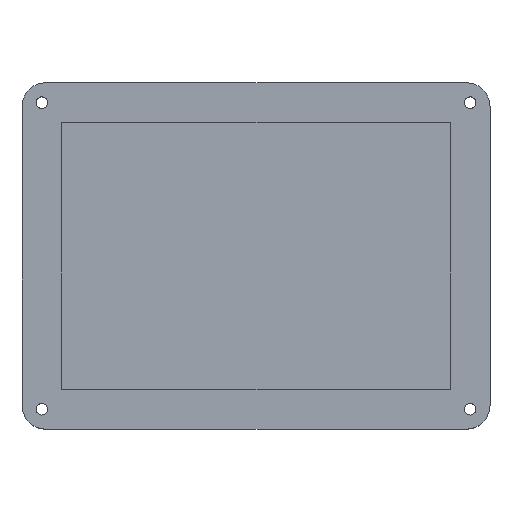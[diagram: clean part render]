
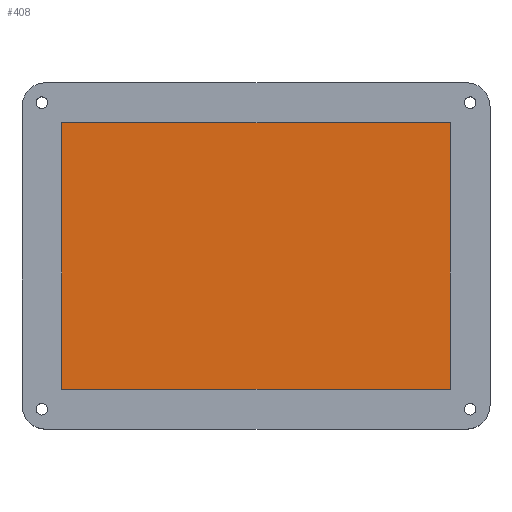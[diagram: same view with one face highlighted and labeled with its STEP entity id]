
A CAD part, top view. The second image highlights one B-rep face of the part: STEP entity #408.
In plain terms, the highlighted planar face has unit normal (0, 0, 1).
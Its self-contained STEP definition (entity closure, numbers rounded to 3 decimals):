
#35=PLANE('',#451);
#56=FACE_OUTER_BOUND('',#83,.T.);
#83=EDGE_LOOP('',(#362,#363,#364,#365,#366,#367));
#109=LINE('',#643,#144);
#111=LINE('',#653,#146);
#114=LINE('',#658,#149);
#116=LINE('',#661,#151);
#118=LINE('',#664,#153);
#119=LINE('',#666,#154);
#144=VECTOR('',#521,10.);
#146=VECTOR('',#533,10.);
#149=VECTOR('',#538,10.);
#151=VECTOR('',#542,10.);
#153=VECTOR('',#544,10.);
#154=VECTOR('',#547,10.);
#204=VERTEX_POINT('',#641);
#205=VERTEX_POINT('',#642);
#207=VERTEX_POINT('',#651);
#208=VERTEX_POINT('',#652);
#209=VERTEX_POINT('',#657);
#210=VERTEX_POINT('',#662);
#248=EDGE_CURVE('',#204,#205,#109,.T.);
#253=EDGE_CURVE('',#207,#208,#111,.T.);
#256=EDGE_CURVE('',#209,#207,#114,.T.);
#258=EDGE_CURVE('',#208,#204,#116,.T.);
#260=EDGE_CURVE('',#205,#210,#118,.T.);
#261=EDGE_CURVE('',#210,#209,#119,.T.);
#362=ORIENTED_EDGE('',*,*,#256,.T.);
#363=ORIENTED_EDGE('',*,*,#253,.T.);
#364=ORIENTED_EDGE('',*,*,#258,.T.);
#365=ORIENTED_EDGE('',*,*,#248,.T.);
#366=ORIENTED_EDGE('',*,*,#260,.T.);
#367=ORIENTED_EDGE('',*,*,#261,.T.);
#408=ADVANCED_FACE('',(#56),#35,.T.);
#451=AXIS2_PLACEMENT_3D('',#683,#568,#569);
#521=DIRECTION('',(0.,-1.,0.));
#533=DIRECTION('',(-1.,0.,0.));
#538=DIRECTION('',(0.,1.,0.));
#542=DIRECTION('',(0.,-1.,0.));
#544=DIRECTION('',(0.,-1.,0.));
#547=DIRECTION('',(1.,0.,0.));
#568=DIRECTION('center_axis',(0.,0.,1.));
#569=DIRECTION('ref_axis',(1.,0.,0.));
#641=CARTESIAN_POINT('',(-7.263,-51.269,-10.));
#642=CARTESIAN_POINT('',(-7.263,-62.781,-10.));
#643=CARTESIAN_POINT('',(-7.263,-99.889,-10.));
#651=CARTESIAN_POINT('',(90.368,-49.597,-10.));
#652=CARTESIAN_POINT('',(-7.263,-49.597,-10.));
#653=CARTESIAN_POINT('',(17.144,-49.597,-10.));
#657=CARTESIAN_POINT('',(90.368,-116.653,-10.));
#658=CARTESIAN_POINT('',(90.368,-66.361,-10.));
#661=CARTESIAN_POINT('',(-7.263,-99.889,-10.));
#662=CARTESIAN_POINT('',(-7.263,-116.653,-10.));
#664=CARTESIAN_POINT('',(-7.263,-99.889,-10.));
#666=CARTESIAN_POINT('',(65.96,-116.653,-10.));
#683=CARTESIAN_POINT('Origin',(41.552,-83.125,-10.));
